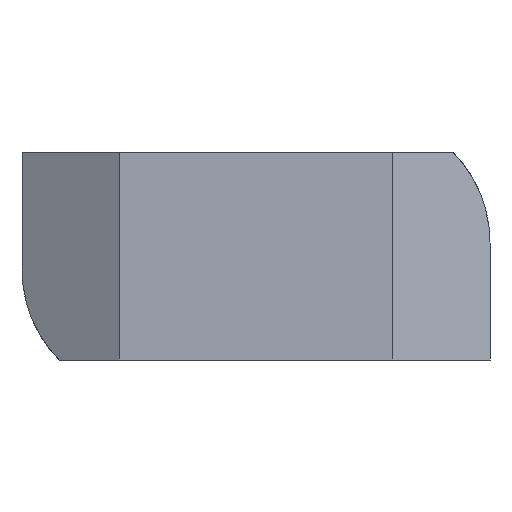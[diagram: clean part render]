
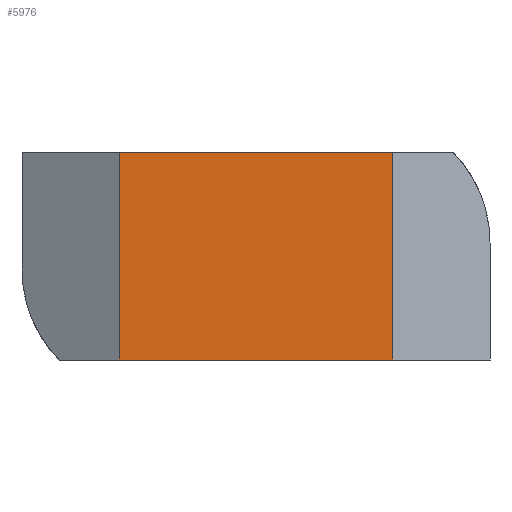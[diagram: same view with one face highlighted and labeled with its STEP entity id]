
A CAD part, front view. The second image highlights one B-rep face of the part: STEP entity #5976.
In plain terms, the highlighted planar face has unit normal (0, -1, 0).
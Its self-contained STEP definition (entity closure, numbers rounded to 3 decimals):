
#25 = DIRECTION ( 'NONE',  ( 1., 0., 0. ) ) ;
#85 = CARTESIAN_POINT ( 'NONE',  ( 5.25, 0., 0. ) ) ;
#95 = CARTESIAN_POINT ( 'NONE',  ( -5.25, 0., -8. ) ) ;
#104 = VECTOR ( 'NONE', #25, 1000. ) ;
#684 = CARTESIAN_POINT ( 'NONE',  ( 5.25, 0., -8. ) ) ;
#753 = EDGE_CURVE ( 'NONE', #7072, #4786, #3897, .T. ) ;
#909 = ORIENTED_EDGE ( 'NONE', *, *, #1306, .F. ) ;
#1068 = CARTESIAN_POINT ( 'NONE',  ( -5.25, 0., -8. ) ) ;
#1113 = ORIENTED_EDGE ( 'NONE', *, *, #3569, .T. ) ;
#1145 = PLANE ( 'NONE',  #3964 ) ;
#1263 = ORIENTED_EDGE ( 'NONE', *, *, #3025, .F. ) ;
#1306 = EDGE_CURVE ( 'NONE', #2689, #5932, #4768, .T. ) ;
#1460 = VECTOR ( 'NONE', #4495, 1000. ) ;
#1558 = CARTESIAN_POINT ( 'NONE',  ( -5.25, 0., 0. ) ) ;
#2065 = VECTOR ( 'NONE', #4504, 1000. ) ;
#2278 = DIRECTION ( 'NONE',  ( 0., -1., 0. ) ) ;
#2689 = VERTEX_POINT ( 'NONE', #1558 ) ;
#2747 = LINE ( 'NONE', #95, #1460 ) ;
#3025 = EDGE_CURVE ( 'NONE', #7072, #2689, #2747, .T. ) ;
#3569 = EDGE_CURVE ( 'NONE', #4786, #5932, #6915, .T. ) ;
#3897 = LINE ( 'NONE', #4443, #104 ) ;
#3908 = ORIENTED_EDGE ( 'NONE', *, *, #753, .T. ) ;
#3964 = AXIS2_PLACEMENT_3D ( 'NONE', #684, #2278, #4512 ) ;
#4288 = VECTOR ( 'NONE', #4368, 1000. ) ;
#4368 = DIRECTION ( 'NONE',  ( 0., 0., 1. ) ) ;
#4443 = CARTESIAN_POINT ( 'NONE',  ( 5.25, 0., -8. ) ) ;
#4495 = DIRECTION ( 'NONE',  ( 0., 0., 1. ) ) ;
#4504 = DIRECTION ( 'NONE',  ( 1., 0., 0. ) ) ;
#4512 = DIRECTION ( 'NONE',  ( 1., 0., 0. ) ) ;
#4768 = LINE ( 'NONE', #5455, #2065 ) ;
#4786 = VERTEX_POINT ( 'NONE', #6136 ) ;
#4987 = FACE_OUTER_BOUND ( 'NONE', #5153, .T. ) ;
#5153 = EDGE_LOOP ( 'NONE', ( #909, #1263, #3908, #1113 ) ) ;
#5455 = CARTESIAN_POINT ( 'NONE',  ( 5.25, 0., 0. ) ) ;
#5932 = VERTEX_POINT ( 'NONE', #85 ) ;
#5976 = ADVANCED_FACE ( 'NONE', ( #4987 ), #1145, .T. ) ;
#6136 = CARTESIAN_POINT ( 'NONE',  ( 5.25, 0., -8. ) ) ;
#6544 = CARTESIAN_POINT ( 'NONE',  ( 5.25, 0., -8. ) ) ;
#6915 = LINE ( 'NONE', #6544, #4288 ) ;
#7072 = VERTEX_POINT ( 'NONE', #1068 ) ;
